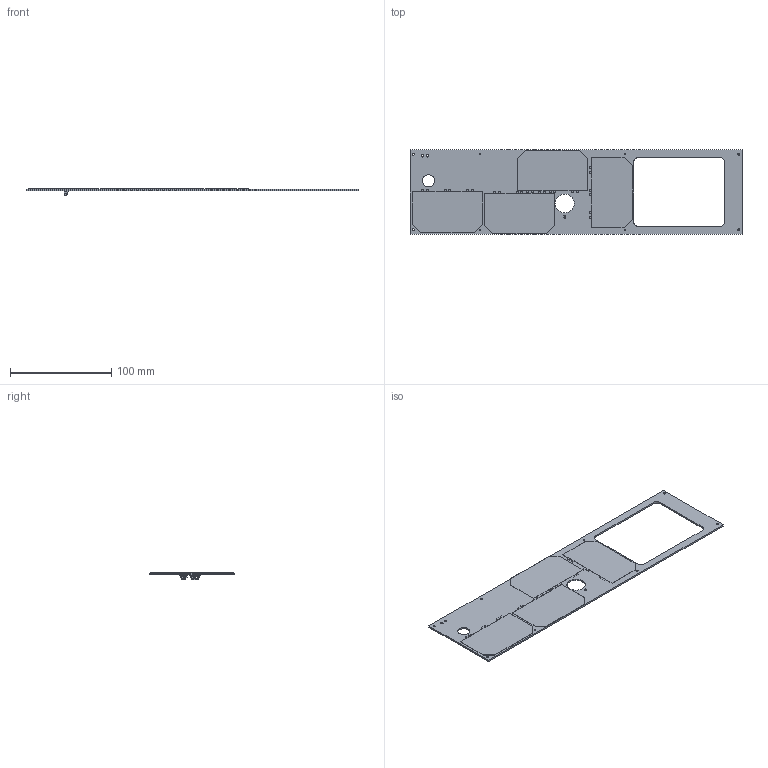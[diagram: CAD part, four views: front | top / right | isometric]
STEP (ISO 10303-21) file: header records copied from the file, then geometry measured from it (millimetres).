
FILE_DESCRIPTION(('KiCad electronic assembly'),'2;1');
FILE_NAME('Y+.step','2020-07-24T18:22:31',('An Author'),('A Company'), 'Open CASCADE STEP processor 6.9','KiCad to STEP converter','Unknown' );
FILE_SCHEMA(('AUTOMOTIVE_DESIGN { 1 0 10303 214 1 1 1 1 }'));
Length unit declared in the file: millimetre
Products named in the file (10): Open CASCADE STEP translator 6.9 1; Molex_PicoBlade_53398-0471_1x04-1MP_P1.25mm_Vertical; SOLID; Molex_PicoBlade_53398-0271_1x02-1MP_P1.25mm_Vertical; D_0805_2012Metric; UTJ_Solar_Cell_SolidWorks; COMPOUND
Assembly tree (12 placements, depth 3):
  Open CASCADE STEP translator 6.9 1
    Molex_PicoBlade_53398-0471_1x04-1MP_P1.25mm_Vertical
      SOLID
    Molex_PicoBlade_53398-0271_1x02-1MP_P1.25mm_Vertical
      SOLID
    D_0805_2012Metric
      SOLID
    UTJ_Solar_Cell_SolidWorks  x4
      SOLID
    COMPOUND
Bounding box: 327.5 x 83 x 7.2 mm (x, y, z)
Volume: 35407.5 mm3; surface area: 65862.3 mm2
Topology: 8 solids, 8 shells, 546 faces, 1479 edges, 962 vertices
Faces by surface type: plane 500, cylinder 46
Full cylindrical faces by diameter (mm): 1.5 x4, 2 x4, 2.402 x2, 12.007 x1, 18.604 x1
Entity records: 30843 total; most frequent: CARTESIAN_POINT 5204, DIRECTION 4303, LINE 3199, VECTOR 3199, ORIENTED_EDGE 2274, PCURVE 2274, DEFINITIONAL_REPRESENTATION 2274, EDGE_CURVE 1137
